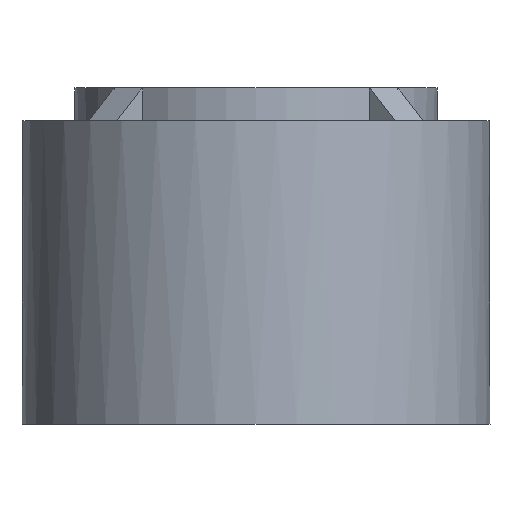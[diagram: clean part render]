
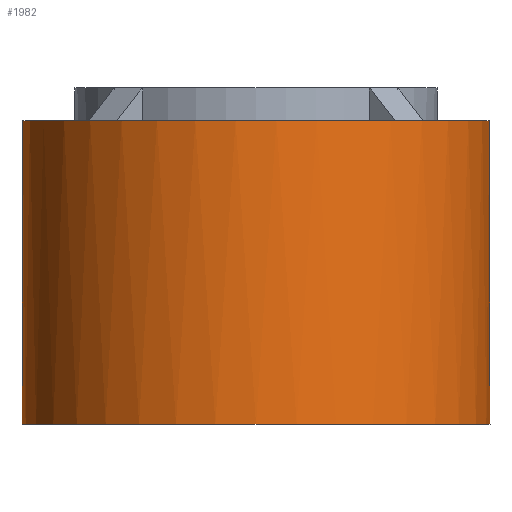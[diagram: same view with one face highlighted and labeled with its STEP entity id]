
A CAD part, left-side view. The second image highlights one B-rep face of the part: STEP entity #1982.
In plain terms, the highlighted cylindrical face has radius 3.55 mm (diameter 7.1 mm), a full revolution.
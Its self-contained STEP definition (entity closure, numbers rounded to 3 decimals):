
#71 = PLANE('',#72);
#72 = AXIS2_PLACEMENT_3D('',#73,#74,#75);
#73 = CARTESIAN_POINT('',(4.668,0.,4.6));
#74 = DIRECTION('',(0.,0.,1.));
#75 = DIRECTION('',(0.,1.,0.));
#1542 = PLANE('',#1543);
#1543 = AXIS2_PLACEMENT_3D('',#1544,#1545,#1546);
#1544 = CARTESIAN_POINT('',(12.647,-0.989,3.));
#1545 = DIRECTION('',(0.147,-0.989,0.));
#1546 = DIRECTION('',(-0.989,-0.147,0.));
#1594 = PLANE('',#1595);
#1595 = AXIS2_PLACEMENT_3D('',#1596,#1597,#1598);
#1596 = CARTESIAN_POINT('',(12.647,0.989,3.));
#1597 = DIRECTION('',(-0.147,-0.989,0.));
#1598 = DIRECTION('',(-0.989,0.147,0.));
#1621 = PLANE('',#1622);
#1622 = AXIS2_PLACEMENT_3D('',#1623,#1624,#1625);
#1623 = CARTESIAN_POINT('',(6.954,0.,3.));
#1624 = DIRECTION('',(0.,0.,1.));
#1625 = DIRECTION('',(1.,0.,0.));
#1637 = VERTEX_POINT('',#1638);
#1638 = CARTESIAN_POINT('',(2.521,-2.499,3.));
#1661 = VERTEX_POINT('',#1662);
#1662 = CARTESIAN_POINT('',(2.521,-2.499,4.6));
#1683 = EDGE_CURVE('',#1637,#1661,#1684,.T.);
#1684 = SURFACE_CURVE('',#1685,(#1689,#1695),.PCURVE_S1.);
#1685 = LINE('',#1686,#1687);
#1686 = CARTESIAN_POINT('',(2.521,-2.499,0.));
#1687 = VECTOR('',#1688,1.);
#1688 = DIRECTION('',(0.,0.,1.));
#1689 = PCURVE('',#1542,#1690);
#1690 = DEFINITIONAL_REPRESENTATION('',(#1691),#1694);
#1691 = B_SPLINE_CURVE_WITH_KNOTS('',1,(#1692,#1693),.UNSPECIFIED.,.F.,
  .F.,(2,2),(2.84,4.6),.PIECEWISE_BEZIER_KNOTS.);
#1692 = CARTESIAN_POINT('',(10.238,0.16));
#1693 = CARTESIAN_POINT('',(10.238,-1.6));
#1694 = ( GEOMETRIC_REPRESENTATION_CONTEXT(2) 
PARAMETRIC_REPRESENTATION_CONTEXT() REPRESENTATION_CONTEXT('2D SPACE',''
  ) );
#1695 = PCURVE('',#1696,#1701);
#1696 = CYLINDRICAL_SURFACE('',#1697,3.55);
#1697 = AXIS2_PLACEMENT_3D('',#1698,#1699,#1700);
#1698 = CARTESIAN_POINT('',(0.,0.,0.));
#1699 = DIRECTION('',(0.,0.,1.));
#1700 = DIRECTION('',(1.,0.,0.));
#1701 = DEFINITIONAL_REPRESENTATION('',(#1702),#1705);
#1702 = B_SPLINE_CURVE_WITH_KNOTS('',1,(#1703,#1704),.UNSPECIFIED.,.F.,
  .F.,(2,2),(2.84,4.6),.PIECEWISE_BEZIER_KNOTS.);
#1703 = CARTESIAN_POINT('',(-0.781,2.84));
#1704 = CARTESIAN_POINT('',(-0.781,4.6));
#1705 = ( GEOMETRIC_REPRESENTATION_CONTEXT(2) 
PARAMETRIC_REPRESENTATION_CONTEXT() REPRESENTATION_CONTEXT('2D SPACE',''
  ) );
#1711 = VERTEX_POINT('',#1712);
#1712 = CARTESIAN_POINT('',(2.521,2.499,3.));
#1735 = VERTEX_POINT('',#1736);
#1736 = CARTESIAN_POINT('',(2.521,2.499,4.6));
#1757 = EDGE_CURVE('',#1711,#1735,#1758,.T.);
#1758 = SURFACE_CURVE('',#1759,(#1763,#1769),.PCURVE_S1.);
#1759 = LINE('',#1760,#1761);
#1760 = CARTESIAN_POINT('',(2.521,2.499,0.));
#1761 = VECTOR('',#1762,1.);
#1762 = DIRECTION('',(0.,0.,1.));
#1763 = PCURVE('',#1594,#1764);
#1764 = DEFINITIONAL_REPRESENTATION('',(#1765),#1768);
#1765 = B_SPLINE_CURVE_WITH_KNOTS('',1,(#1766,#1767),.UNSPECIFIED.,.F.,
  .F.,(2,2),(2.84,4.6),.PIECEWISE_BEZIER_KNOTS.);
#1766 = CARTESIAN_POINT('',(10.238,0.16));
#1767 = CARTESIAN_POINT('',(10.238,-1.6));
#1768 = ( GEOMETRIC_REPRESENTATION_CONTEXT(2) 
PARAMETRIC_REPRESENTATION_CONTEXT() REPRESENTATION_CONTEXT('2D SPACE',''
  ) );
#1769 = PCURVE('',#1696,#1770);
#1770 = DEFINITIONAL_REPRESENTATION('',(#1771),#1774);
#1771 = B_SPLINE_CURVE_WITH_KNOTS('',1,(#1772,#1773),.UNSPECIFIED.,.F.,
  .F.,(2,2),(2.84,4.6),.PIECEWISE_BEZIER_KNOTS.);
#1772 = CARTESIAN_POINT('',(-5.502,2.84));
#1773 = CARTESIAN_POINT('',(-5.502,4.6));
#1774 = ( GEOMETRIC_REPRESENTATION_CONTEXT(2) 
PARAMETRIC_REPRESENTATION_CONTEXT() REPRESENTATION_CONTEXT('2D SPACE',''
  ) );
#1782 = EDGE_CURVE('',#1783,#1711,#1785,.T.);
#1783 = VERTEX_POINT('',#1784);
#1784 = CARTESIAN_POINT('',(3.55,0.,3.));
#1785 = SURFACE_CURVE('',#1786,(#1791,#1798),.PCURVE_S1.);
#1786 = CIRCLE('',#1787,3.55);
#1787 = AXIS2_PLACEMENT_3D('',#1788,#1789,#1790);
#1788 = CARTESIAN_POINT('',(0.,0.,3.));
#1789 = DIRECTION('',(0.,0.,1.));
#1790 = DIRECTION('',(1.,0.,-0.));
#1791 = PCURVE('',#1621,#1792);
#1792 = DEFINITIONAL_REPRESENTATION('',(#1793),#1797);
#1793 = CIRCLE('',#1794,3.55);
#1794 = AXIS2_PLACEMENT_2D('',#1795,#1796);
#1795 = CARTESIAN_POINT('',(-6.954,0.));
#1796 = DIRECTION('',(1.,-0.));
#1797 = ( GEOMETRIC_REPRESENTATION_CONTEXT(2) 
PARAMETRIC_REPRESENTATION_CONTEXT() REPRESENTATION_CONTEXT('2D SPACE',''
  ) );
#1798 = PCURVE('',#1696,#1799);
#1799 = DEFINITIONAL_REPRESENTATION('',(#1800),#1804);
#1800 = LINE('',#1801,#1802);
#1801 = CARTESIAN_POINT('',(-6.283,3.));
#1802 = VECTOR('',#1803,1.);
#1803 = DIRECTION('',(1.,-0.));
#1804 = ( GEOMETRIC_REPRESENTATION_CONTEXT(2) 
PARAMETRIC_REPRESENTATION_CONTEXT() REPRESENTATION_CONTEXT('2D SPACE',''
  ) );
#1806 = EDGE_CURVE('',#1637,#1783,#1807,.T.);
#1807 = SURFACE_CURVE('',#1808,(#1813,#1820),.PCURVE_S1.);
#1808 = CIRCLE('',#1809,3.55);
#1809 = AXIS2_PLACEMENT_3D('',#1810,#1811,#1812);
#1810 = CARTESIAN_POINT('',(0.,0.,3.));
#1811 = DIRECTION('',(0.,0.,1.));
#1812 = DIRECTION('',(1.,0.,-0.));
#1813 = PCURVE('',#1621,#1814);
#1814 = DEFINITIONAL_REPRESENTATION('',(#1815),#1819);
#1815 = CIRCLE('',#1816,3.55);
#1816 = AXIS2_PLACEMENT_2D('',#1817,#1818);
#1817 = CARTESIAN_POINT('',(-6.954,0.));
#1818 = DIRECTION('',(1.,-0.));
#1819 = ( GEOMETRIC_REPRESENTATION_CONTEXT(2) 
PARAMETRIC_REPRESENTATION_CONTEXT() REPRESENTATION_CONTEXT('2D SPACE',''
  ) );
#1820 = PCURVE('',#1696,#1821);
#1821 = DEFINITIONAL_REPRESENTATION('',(#1822),#1826);
#1822 = LINE('',#1823,#1824);
#1823 = CARTESIAN_POINT('',(-6.283,3.));
#1824 = VECTOR('',#1825,1.);
#1825 = DIRECTION('',(1.,-0.));
#1826 = ( GEOMETRIC_REPRESENTATION_CONTEXT(2) 
PARAMETRIC_REPRESENTATION_CONTEXT() REPRESENTATION_CONTEXT('2D SPACE',''
  ) );
#1982 = ADVANCED_FACE('',(#1983),#1696,.T.);
#1983 = FACE_BOUND('',#1984,.F.);
#1984 = EDGE_LOOP('',(#1985,#2006,#2032,#2033,#2034,#2035,#2060,#2061));
#1985 = ORIENTED_EDGE('',*,*,#1986,.F.);
#1986 = EDGE_CURVE('',#1987,#1783,#1989,.T.);
#1987 = VERTEX_POINT('',#1988);
#1988 = CARTESIAN_POINT('',(3.55,0.,0.));
#1989 = SEAM_CURVE('',#1990,(#1994,#2000),.PCURVE_S1.);
#1990 = LINE('',#1991,#1992);
#1991 = CARTESIAN_POINT('',(3.55,0.,0.));
#1992 = VECTOR('',#1993,1.);
#1993 = DIRECTION('',(0.,0.,1.));
#1994 = PCURVE('',#1696,#1995);
#1995 = DEFINITIONAL_REPRESENTATION('',(#1996),#1999);
#1996 = B_SPLINE_CURVE_WITH_KNOTS('',1,(#1997,#1998),.UNSPECIFIED.,.F.,
  .F.,(2,2),(0.,4.6),.PIECEWISE_BEZIER_KNOTS.);
#1997 = CARTESIAN_POINT('',(0.,0.));
#1998 = CARTESIAN_POINT('',(0.,4.6));
#1999 = ( GEOMETRIC_REPRESENTATION_CONTEXT(2) 
PARAMETRIC_REPRESENTATION_CONTEXT() REPRESENTATION_CONTEXT('2D SPACE',''
  ) );
#2000 = PCURVE('',#1696,#2001);
#2001 = DEFINITIONAL_REPRESENTATION('',(#2002),#2005);
#2002 = B_SPLINE_CURVE_WITH_KNOTS('',1,(#2003,#2004),.UNSPECIFIED.,.F.,
  .F.,(2,2),(0.,4.6),.PIECEWISE_BEZIER_KNOTS.);
#2003 = CARTESIAN_POINT('',(-6.283,0.));
#2004 = CARTESIAN_POINT('',(-6.283,4.6));
#2005 = ( GEOMETRIC_REPRESENTATION_CONTEXT(2) 
PARAMETRIC_REPRESENTATION_CONTEXT() REPRESENTATION_CONTEXT('2D SPACE',''
  ) );
#2006 = ORIENTED_EDGE('',*,*,#2007,.T.);
#2007 = EDGE_CURVE('',#1987,#1987,#2008,.T.);
#2008 = SURFACE_CURVE('',#2009,(#2014,#2020),.PCURVE_S1.);
#2009 = CIRCLE('',#2010,3.55);
#2010 = AXIS2_PLACEMENT_3D('',#2011,#2012,#2013);
#2011 = CARTESIAN_POINT('',(0.,0.,0.));
#2012 = DIRECTION('',(0.,0.,-1.));
#2013 = DIRECTION('',(1.,0.,0.));
#2014 = PCURVE('',#1696,#2015);
#2015 = DEFINITIONAL_REPRESENTATION('',(#2016),#2019);
#2016 = B_SPLINE_CURVE_WITH_KNOTS('',1,(#2017,#2018),.UNSPECIFIED.,.F.,
  .F.,(2,2),(0.,6.283),.PIECEWISE_BEZIER_KNOTS.);
#2017 = CARTESIAN_POINT('',(0.,0.));
#2018 = CARTESIAN_POINT('',(-6.283,0.));
#2019 = ( GEOMETRIC_REPRESENTATION_CONTEXT(2) 
PARAMETRIC_REPRESENTATION_CONTEXT() REPRESENTATION_CONTEXT('2D SPACE',''
  ) );
#2020 = PCURVE('',#2021,#2026);
#2021 = PLANE('',#2022);
#2022 = AXIS2_PLACEMENT_3D('',#2023,#2024,#2025);
#2023 = CARTESIAN_POINT('',(0.,0.,0.));
#2024 = DIRECTION('',(0.,0.,-1.));
#2025 = DIRECTION('',(1.,0.,0.));
#2026 = DEFINITIONAL_REPRESENTATION('',(#2027),#2031);
#2027 = CIRCLE('',#2028,3.55);
#2028 = AXIS2_PLACEMENT_2D('',#2029,#2030);
#2029 = CARTESIAN_POINT('',(0.,0.));
#2030 = DIRECTION('',(1.,-0.));
#2031 = ( GEOMETRIC_REPRESENTATION_CONTEXT(2) 
PARAMETRIC_REPRESENTATION_CONTEXT() REPRESENTATION_CONTEXT('2D SPACE',''
  ) );
#2032 = ORIENTED_EDGE('',*,*,#1986,.T.);
#2033 = ORIENTED_EDGE('',*,*,#1782,.T.);
#2034 = ORIENTED_EDGE('',*,*,#1757,.T.);
#2035 = ORIENTED_EDGE('',*,*,#2036,.F.);
#2036 = EDGE_CURVE('',#1661,#1735,#2037,.T.);
#2037 = SURFACE_CURVE('',#2038,(#2043,#2049),.PCURVE_S1.);
#2038 = CIRCLE('',#2039,3.55);
#2039 = AXIS2_PLACEMENT_3D('',#2040,#2041,#2042);
#2040 = CARTESIAN_POINT('',(0.,0.,4.6));
#2041 = DIRECTION('',(0.,0.,-1.));
#2042 = DIRECTION('',(1.,0.,0.));
#2043 = PCURVE('',#1696,#2044);
#2044 = DEFINITIONAL_REPRESENTATION('',(#2045),#2048);
#2045 = B_SPLINE_CURVE_WITH_KNOTS('',1,(#2046,#2047),.UNSPECIFIED.,.F.,
  .F.,(2,2),(0.,6.283),.PIECEWISE_BEZIER_KNOTS.);
#2046 = CARTESIAN_POINT('',(0.,4.6));
#2047 = CARTESIAN_POINT('',(-6.283,4.6));
#2048 = ( GEOMETRIC_REPRESENTATION_CONTEXT(2) 
PARAMETRIC_REPRESENTATION_CONTEXT() REPRESENTATION_CONTEXT('2D SPACE',''
  ) );
#2049 = PCURVE('',#71,#2050);
#2050 = DEFINITIONAL_REPRESENTATION('',(#2051),#2059);
#2051 = ( BOUNDED_CURVE() B_SPLINE_CURVE(2,(#2052,#2053,#2054,#2055,
#2056,#2057,#2058),.UNSPECIFIED.,.T.,.F.) B_SPLINE_CURVE_WITH_KNOTS((1,2
    ,2,2,2,1),(-2.094,0.,2.094,4.189,
6.283,8.378),.UNSPECIFIED.) CURVE() 
GEOMETRIC_REPRESENTATION_ITEM() RATIONAL_B_SPLINE_CURVE((1.,0.5,1.,0.5,
1.,0.5,1.)) REPRESENTATION_ITEM('') );
#2052 = CARTESIAN_POINT('',(0.,1.118));
#2053 = CARTESIAN_POINT('',(-6.149,1.118));
#2054 = CARTESIAN_POINT('',(-3.074,6.443));
#2055 = CARTESIAN_POINT('',(0.,11.768));
#2056 = CARTESIAN_POINT('',(3.074,6.443));
#2057 = CARTESIAN_POINT('',(6.149,1.118));
#2058 = CARTESIAN_POINT('',(0.,1.118));
#2059 = ( GEOMETRIC_REPRESENTATION_CONTEXT(2) 
PARAMETRIC_REPRESENTATION_CONTEXT() REPRESENTATION_CONTEXT('2D SPACE',''
  ) );
#2060 = ORIENTED_EDGE('',*,*,#1683,.F.);
#2061 = ORIENTED_EDGE('',*,*,#1806,.T.);
